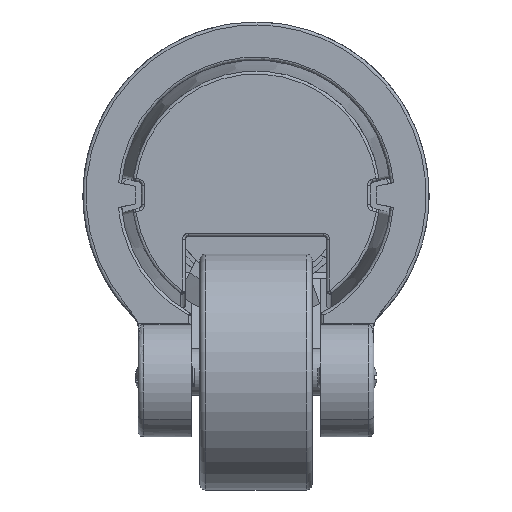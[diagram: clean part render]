
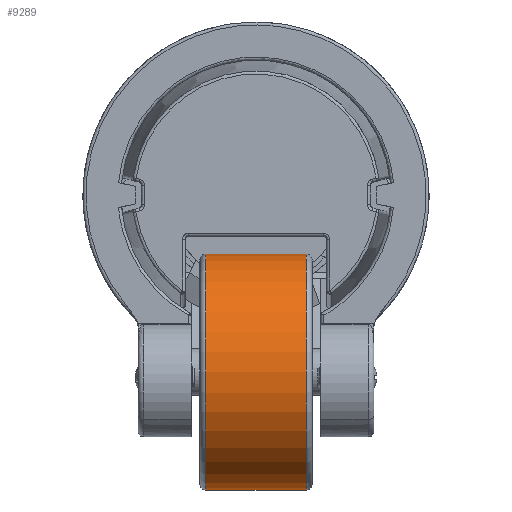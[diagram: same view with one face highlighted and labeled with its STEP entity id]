
A CAD part, front view. The second image highlights one B-rep face of the part: STEP entity #9289.
In plain terms, the highlighted cylindrical face has radius 20 mm (diameter 40 mm), a partial arc.
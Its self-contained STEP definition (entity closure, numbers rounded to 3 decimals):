
#209 = VERTEX_POINT ( 'NONE', #19342 ) ;
#2249 = LINE ( 'NONE', #15462, #18788 ) ;
#2759 = CIRCLE ( 'NONE', #32497, 20. ) ;
#3153 = EDGE_CURVE ( 'NONE', #6914, #25188, #23796, .T. ) ;
#5451 = EDGE_CURVE ( 'NONE', #6914, #209, #7207, .T. ) ;
#6914 = VERTEX_POINT ( 'NONE', #29738 ) ;
#7207 = LINE ( 'NONE', #20409, #30666 ) ;
#8118 = DIRECTION ( 'NONE',  ( 0., 1., 0. ) ) ;
#9289 = ADVANCED_FACE ( 'NONE', ( #11371 ), #24562, .T. ) ;
#11371 = FACE_OUTER_BOUND ( 'NONE', #20108, .T. ) ;
#11995 = ORIENTED_EDGE ( 'NONE', *, *, #37505, .T. ) ;
#12380 = DIRECTION ( 'NONE',  ( 0., -1., 0. ) ) ;
#12414 = DIRECTION ( 'NONE',  ( 0., 0., 1. ) ) ;
#13493 = ORIENTED_EDGE ( 'NONE', *, *, #28579, .T. ) ;
#15462 = CARTESIAN_POINT ( 'NONE',  ( 0., -9., -20. ) ) ;
#18788 = VECTOR ( 'NONE', #28673, 1000. ) ;
#19342 = CARTESIAN_POINT ( 'NONE',  ( 0., 8.5, 20. ) ) ;
#20108 = EDGE_LOOP ( 'NONE', ( #36338, #11995, #13493, #36114 ) ) ;
#20203 = VERTEX_POINT ( 'NONE', #24651 ) ;
#20409 = CARTESIAN_POINT ( 'NONE',  ( 0., -9., 20. ) ) ;
#21313 = DIRECTION ( 'NONE',  ( 0., 0., 1. ) ) ;
#23796 = CIRCLE ( 'NONE', #42467, 20. ) ;
#24562 = CYLINDRICAL_SURFACE ( 'NONE', #28730, 20. ) ;
#24651 = CARTESIAN_POINT ( 'NONE',  ( 0., 8.5, -20. ) ) ;
#25188 = VERTEX_POINT ( 'NONE', #36688 ) ;
#25582 = DIRECTION ( 'NONE',  ( 0., 0., 1. ) ) ;
#28579 = EDGE_CURVE ( 'NONE', #20203, #209, #2759, .T. ) ;
#28673 = DIRECTION ( 'NONE',  ( 0., 1., 0. ) ) ;
#28730 = AXIS2_PLACEMENT_3D ( 'NONE', #37767, #8118, #21313 ) ;
#28874 = CARTESIAN_POINT ( 'NONE',  ( 0., -8.5, 0. ) ) ;
#29738 = CARTESIAN_POINT ( 'NONE',  ( 0., -8.5, 20. ) ) ;
#30666 = VECTOR ( 'NONE', #33607, 1000. ) ;
#32497 = AXIS2_PLACEMENT_3D ( 'NONE', #42042, #12380, #25582 ) ;
#33607 = DIRECTION ( 'NONE',  ( 0., 1., 0. ) ) ;
#36114 = ORIENTED_EDGE ( 'NONE', *, *, #5451, .F. ) ;
#36338 = ORIENTED_EDGE ( 'NONE', *, *, #3153, .T. ) ;
#36688 = CARTESIAN_POINT ( 'NONE',  ( 0., -8.5, -20. ) ) ;
#37505 = EDGE_CURVE ( 'NONE', #25188, #20203, #2249, .T. ) ;
#37767 = CARTESIAN_POINT ( 'NONE',  ( 0., -9., 0. ) ) ;
#42042 = CARTESIAN_POINT ( 'NONE',  ( 0., 8.5, 0. ) ) ;
#42074 = DIRECTION ( 'NONE',  ( 0., 1., 0. ) ) ;
#42467 = AXIS2_PLACEMENT_3D ( 'NONE', #28874, #42074, #12414 ) ;
